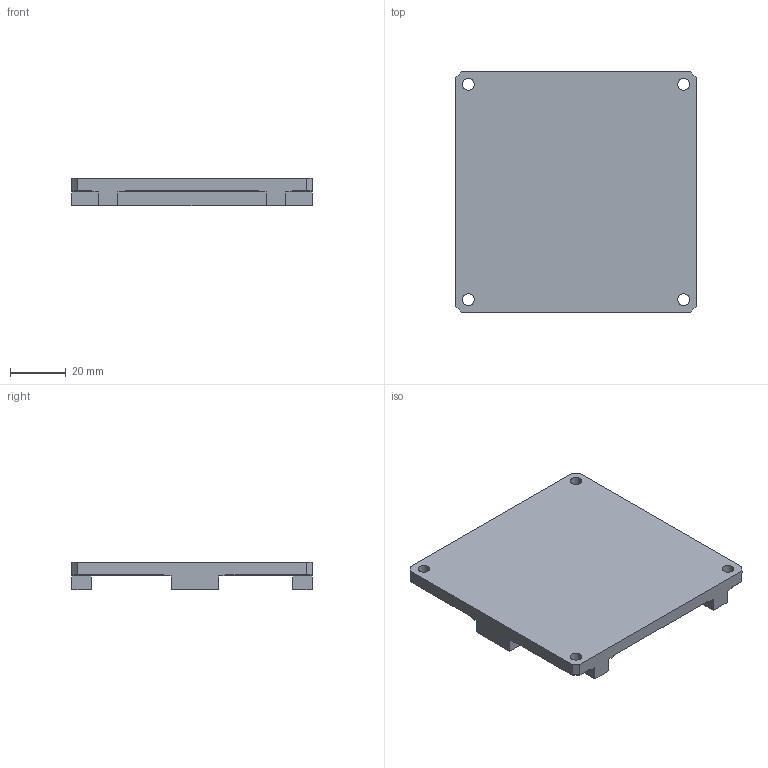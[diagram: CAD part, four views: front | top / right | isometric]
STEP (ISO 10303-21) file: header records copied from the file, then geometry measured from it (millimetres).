
FILE_DESCRIPTION( ( 'STEP AP214' ), '1' );
FILE_NAME( ' ', ' ', ( ' ' ), ( ' ' ), 'PSStep 10.0', ' ', ' ' );
FILE_SCHEMA( ( 'automotive_design' ) );
Length unit declared in the file: millimetre
Products named in the file (1): @528
Bounding box: 86 x 86 x 10 mm (x, y, z)
Volume: 44418.5 mm3; surface area: 18611 mm2
Topology: 1 solids, 1 shells, 92 faces, 248 edges, 165 vertices
Faces by surface type: plane 51, cone 23, cylinder 18
Full cylindrical faces by diameter (mm): 2.05 x7, 3 x7, 4.15 x4
Entity records: 3363 total; most frequent: CARTESIAN_POINT 518, DIRECTION 420, ORIENTED_EDGE 388, EDGE_CURVE 194, VERTEX_POINT 147, AXIS2_PLACEMENT_3D 145, EDGE_LOOP 136, LINE 130
